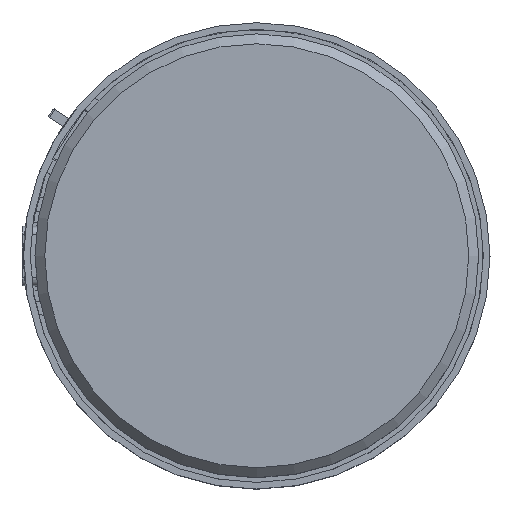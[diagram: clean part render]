
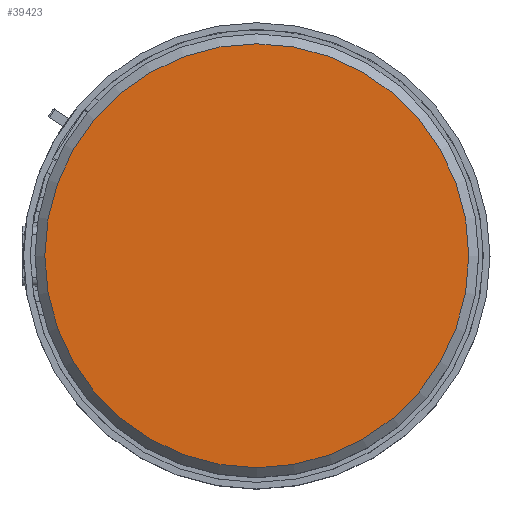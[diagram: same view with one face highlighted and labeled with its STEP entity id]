
A CAD part, top view. The second image highlights one B-rep face of the part: STEP entity #39423.
In plain terms, the highlighted planar face has unit normal (0, 0, 1).
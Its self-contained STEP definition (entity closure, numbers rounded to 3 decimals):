
#3017=CIRCLE('',#42327,31.817);
#5103=FACE_OUTER_BOUND('',#7393,.T.);
#7393=EDGE_LOOP('',(#35918));
#19353=VERTEX_POINT('',#67364);
#24875=EDGE_CURVE('',#19353,#19353,#3017,.T.);
#35918=ORIENTED_EDGE('',*,*,#24875,.F.);
#37339=PLANE('',#42329);
#39423=ADVANCED_FACE('',(#5103),#37339,.T.);
#42327=AXIS2_PLACEMENT_3D('',#67365,#51310,#51311);
#42329=AXIS2_PLACEMENT_3D('',#67369,#51315,#51316);
#51310=DIRECTION('center_axis',(0.,0.,
-1.));
#51311=DIRECTION('ref_axis',(1.,0.,0.));
#51315=DIRECTION('center_axis',(0.,0.,
1.));
#51316=DIRECTION('ref_axis',(1.,0.,0.));
#67364=CARTESIAN_POINT('',(-34.25,2.103,54.078));
#67365=CARTESIAN_POINT('Origin',(-2.434,2.103,54.078));
#67369=CARTESIAN_POINT('Origin',(-2.434,2.103,54.078));
